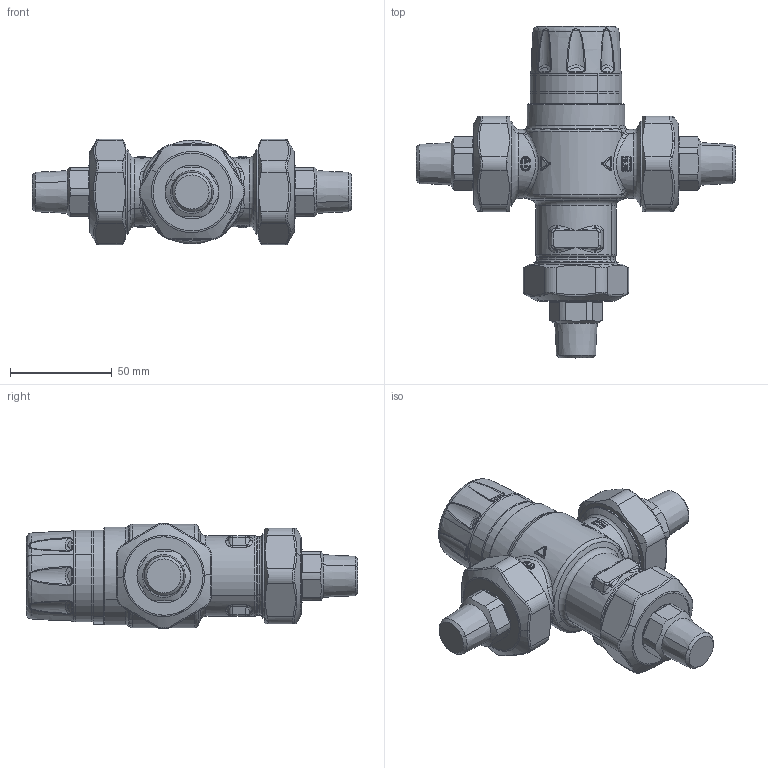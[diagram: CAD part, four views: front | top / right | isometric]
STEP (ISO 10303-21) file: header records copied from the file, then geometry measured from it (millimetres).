
FILE_DESCRIPTION(('CATIA V5 STEP Exchange'),'2;1');
FILE_NAME('523140 (STP).stp','2015-12-02T15:08:56+00:00',('none'),('none'),'Version 5-6 Release 2012','CATIA V5 STEP AP203','none');
FILE_SCHEMA(('CONFIG_CONTROL_DESIGN'));
Products named in the file (1): 523140 - TST
Bounding box: 157 x 163.35 x 52.09 mm (x, y, z)
Volume: 340138.2 mm3; surface area: 39571.4 mm2
Topology: 1 solids, 1 shells, 746 faces, 1742 edges, 964 vertices
Faces by surface type: bspline 354, cylinder 140, plane 104, cone 60, torus 46, sphere 38, revolution 4
Entity records: 41921 total; most frequent: CARTESIAN_POINT 28990, ORIENTED_EDGE 3380, EDGE_CURVE 1690, DIRECTION 1261, B_SPLINE_CURVE_WITH_KNOTS 1025, VERTEX_POINT 964, EDGE_LOOP 764, ADVANCED_FACE 746
